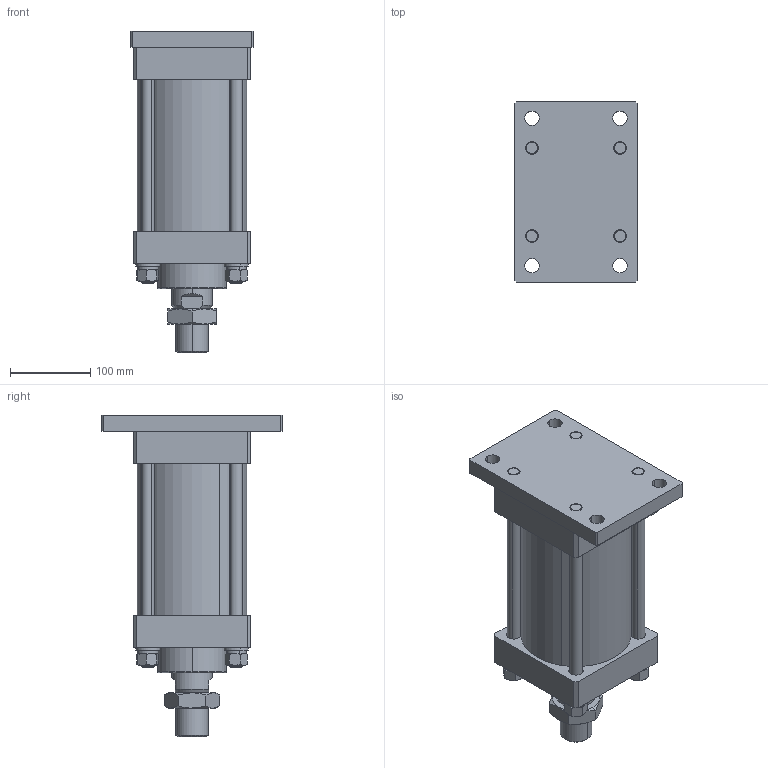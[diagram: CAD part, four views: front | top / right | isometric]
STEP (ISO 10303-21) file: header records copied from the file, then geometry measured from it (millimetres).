
FILE_DESCRIPTION (( 'STEP AP203' ), '1' );
FILE_NAME ('MOB-125-50-100-FB.STEP', '2021-04-28T06:56:37', ( '微软用户' ), ( '微软中国' ), 'SwSTEP 2.0', 'SolidWorks 2012', '' );
FILE_SCHEMA (( 'CONFIG_CONTROL_DESIGN' ));
Length unit declared in the file: millimetre
Products named in the file (11): MOB-125-50-100掛极; MOB-125-50-100綴裔; MOB-125-50-100前盖; MOB-125-50-100活塞杆; MOB-125-50-100-FA嶺裝; hex thin nuts grades ab gb_GB_FASTENER_NUT_STNABTT  B M39X3.0-N; plain washers--product grade c gb_GB_FASTENER_WASHER_SMWC 16; spring lock washers--normal type gb_GB_FASTENER_WASHER_SW 16; hex nuts 1-fine pitch-grades ab gb_GB_FASTENER_NUT_SNAB1XY M16X1.5-N; MOB-125-50-100-FB楊擘; MOB-125-50-100-FB
Assembly tree (22 placements, depth 2):
  MOB-125-50-100-FB
    MOB-125-50-100掛极
    MOB-125-50-100綴裔
    MOB-125-50-100前盖
    MOB-125-50-100活塞杆
    MOB-125-50-100-FA嶺裝  x4
    hex thin nuts grades ab gb_GB_FASTENER_NUT_STNABTT  B M39X3.0-N
    plain washers--product grade c gb_GB_FASTENER_WASHER_SMWC 16  x4
    spring lock washers--normal type gb_GB_FASTENER_WASHER_SW 16  x4
    hex nuts 1-fine pitch-grades ab gb_GB_FASTENER_NUT_SNAB1XY M16X1.5-N  x4
    MOB-125-50-100-FB楊擘
Bounding box: 153 x 225 x 401 mm (x, y, z)
Volume: 4432823.4 mm3; surface area: 619051.4 mm2
Topology: 22 solids, 22 shells, 337 faces, 761 edges, 476 vertices
Faces by surface type: cylinder 122, plane 120, cone 81, torus 14
Entity records: 8088 total; most frequent: CARTESIAN_POINT 1528, DIRECTION 1153, ORIENTED_EDGE 982, EDGE_CURVE 491, AXIS2_PLACEMENT_3D 467, VERTEX_POINT 308, EDGE_LOOP 265, CIRCLE 231
